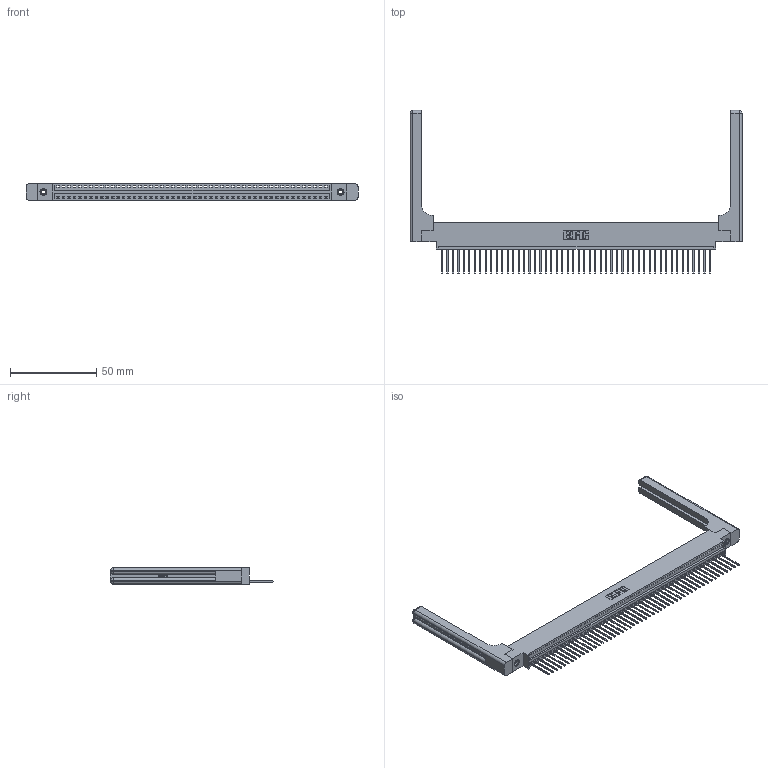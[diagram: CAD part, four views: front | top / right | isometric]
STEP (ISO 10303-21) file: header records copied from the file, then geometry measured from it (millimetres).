
FILE_DESCRIPTION (( 'STEP AP203' ), '1' );
FILE_NAME ('396-050-540-658.STEP', '2019-10-28T06:37:32', ( '' ), ( '' ), 'SwSTEP 2.0', 'SolidWorks 2016', '' );
FILE_SCHEMA (( 'CONFIG_CONTROL_DESIGN' ));
Length unit declared in the file: inch
Products named in the file (5): 345-250-001_345-250-001-102; 345-292-001_345-293-140; 396-050-540-658; 346-220-058_345-220-058; 346 Part_0.170 Offset - 0.156 Dia-TH
Assembly tree (55 placements, depth 2):
  396-050-540-658
    346 Part_0.170 Offset - 0.156 Dia-TH
    345-292-001_345-293-140  x50
    345-250-001_345-250-001-102  x2
    346-220-058_345-220-058  x2
Bounding box: 192.81 x 94.74 x 9.4 mm (x, y, z)
Volume: 25942.9 mm3; surface area: 28938.8 mm2
Topology: 55 solids, 55 shells, 3282 faces, 9807 edges, 6450 vertices
Faces by surface type: plane 2228, cylinder 994, bspline 36, cone 12, sphere 8, torus 4
Entity records: 35286 total; most frequent: CARTESIAN_POINT 7027, ORIENTED_EDGE 5808, DIRECTION 5120, EDGE_CURVE 2904, LINE 2480, VECTOR 2480, VERTEX_POINT 1926, AXIS2_PLACEMENT_3D 1320
